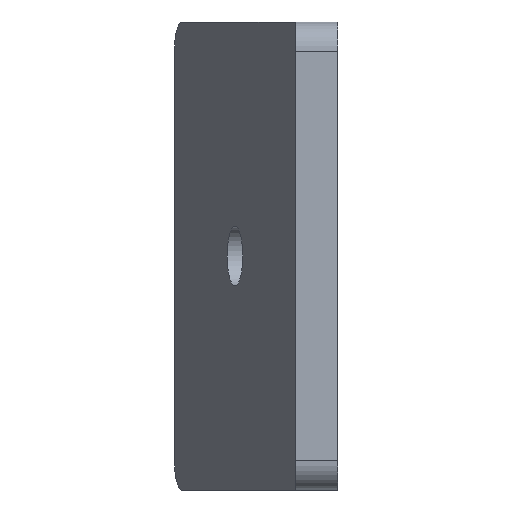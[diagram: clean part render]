
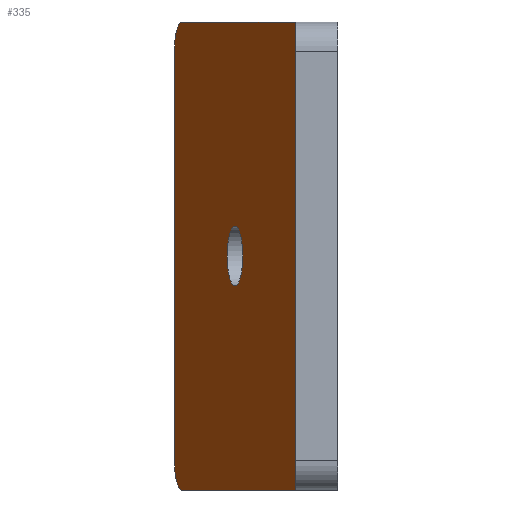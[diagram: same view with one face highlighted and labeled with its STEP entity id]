
A CAD part, left-side view. The second image highlights one B-rep face of the part: STEP entity #335.
In plain terms, the highlighted planar face has unit normal (-0.259, 0.966, 0).
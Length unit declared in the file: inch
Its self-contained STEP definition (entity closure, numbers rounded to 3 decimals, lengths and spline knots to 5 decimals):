
#34=LINE('',#542,#62);
#37=LINE('',#548,#65);
#38=LINE('',#551,#66);
#42=LINE('',#565,#70);
#62=VECTOR('',#444,1.);
#65=VECTOR('',#449,0.93355);
#66=VECTOR('',#452,0.93355);
#70=VECTOR('',#466,0.875);
#83=PLANE('',#371);
#90=FACE_BOUND('',#131,.T.);
#105=FACE_OUTER_BOUND('',#130,.T.);
#130=EDGE_LOOP('',(#286,#287,#288,#289,#290,#291));
#131=EDGE_LOOP('',(#292));
#138=CIRCLE('',#345,0.064);
#151=CIRCLE('',#372,0.0625);
#152=CIRCLE('',#373,0.0625);
#154=VERTEX_POINT('',#485);
#169=VERTEX_POINT('',#528);
#171=VERTEX_POINT('',#534);
#174=VERTEX_POINT('',#546);
#175=VERTEX_POINT('',#550);
#179=VERTEX_POINT('',#562);
#180=VERTEX_POINT('',#564);
#182=EDGE_CURVE('',#154,#154,#138,.T.);
#210=EDGE_CURVE('',#169,#171,#34,.T.);
#213=EDGE_CURVE('',#174,#169,#37,.T.);
#214=EDGE_CURVE('',#171,#175,#38,.T.);
#220=EDGE_CURVE('',#174,#179,#151,.T.);
#221=EDGE_CURVE('',#180,#179,#42,.T.);
#222=EDGE_CURVE('',#180,#175,#152,.T.);
#286=ORIENTED_EDGE('',*,*,#213,.F.);
#287=ORIENTED_EDGE('',*,*,#220,.T.);
#288=ORIENTED_EDGE('',*,*,#221,.F.);
#289=ORIENTED_EDGE('',*,*,#222,.T.);
#290=ORIENTED_EDGE('',*,*,#214,.F.);
#291=ORIENTED_EDGE('',*,*,#210,.F.);
#292=ORIENTED_EDGE('',*,*,#182,.F.);
#335=ADVANCED_FACE('',(#105,#90),#83,.T.);
#345=AXIS2_PLACEMENT_3D('',#486,#385,#386);
#371=AXIS2_PLACEMENT_3D('',#561,#462,#463);
#372=AXIS2_PLACEMENT_3D('',#563,#464,#465);
#373=AXIS2_PLACEMENT_3D('',#566,#467,#468);
#385=DIRECTION('center_axis',(-0.259,0.966,0.));
#386=DIRECTION('ref_axis',(-0.966,-0.259,0.));
#444=DIRECTION('',(0.,0.,-1.));
#449=DIRECTION('',(-0.966,-0.259,0.));
#452=DIRECTION('',(0.966,0.259,0.));
#462=DIRECTION('center_axis',(-0.259,0.966,0.));
#463=DIRECTION('ref_axis',(-0.966,-0.259,0.));
#464=DIRECTION('center_axis',(-0.259,0.966,0.));
#465=DIRECTION('ref_axis',(-0.966,-0.259,0.));
#466=DIRECTION('',(0.,0.,1.));
#467=DIRECTION('center_axis',(-0.259,0.966,0.));
#468=DIRECTION('ref_axis',(-0.966,-0.259,0.));
#485=CARTESIAN_POINT('',(1.42509,0.20285,-0.5));
#486=CARTESIAN_POINT('Origin',(1.48691,0.21941,-0.5));
#528=CARTESIAN_POINT('',(1.00776,0.09102,0.));
#534=CARTESIAN_POINT('',(1.00776,0.09102,-1.));
#542=CARTESIAN_POINT('',(1.00776,0.09102,0.));
#546=CARTESIAN_POINT('',(1.90951,0.33264,0.));
#548=CARTESIAN_POINT('',(1.00395,0.09,0.));
#550=CARTESIAN_POINT('',(1.90951,0.33264,-1.));
#551=CARTESIAN_POINT('',(1.96988,0.34882,-1.));
#561=CARTESIAN_POINT('Origin',(1.96988,0.34882,0.));
#562=CARTESIAN_POINT('',(1.96988,0.34882,-0.0625));
#563=CARTESIAN_POINT('Origin',(1.90951,0.33264,-0.0625));
#564=CARTESIAN_POINT('',(1.96988,0.34882,-0.9375));
#565=CARTESIAN_POINT('',(1.96988,0.34882,0.));
#566=CARTESIAN_POINT('Origin',(1.90951,0.33264,-0.9375));
